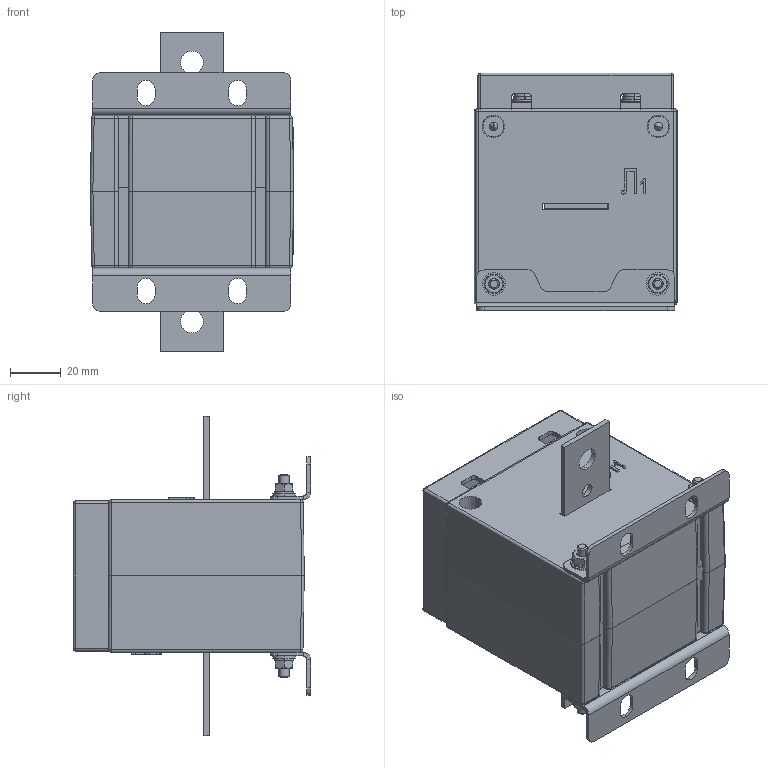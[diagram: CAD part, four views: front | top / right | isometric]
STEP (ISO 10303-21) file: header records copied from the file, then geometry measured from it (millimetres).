
FILE_DESCRIPTION (( 'STEP AP214' ), '1' );
FILE_NAME ('ﾒ-0,66-1.1ﾋ.STEP', '2023-07-26T10:39:23', ( '' ), ( '' ), 'SwSTEP 2.0', 'SolidWorks 2014', '' );
FILE_SCHEMA (( 'AUTOMOTIVE_DESIGN' ));
Length unit declared in the file: millimetre
Products named in the file (64): Øóðóï 2-4õ20.019 ÃÎÑÒ 1144-80; ﾘ琺矜 5.01.019 ﾃﾎﾑﾒ11371-78; 屡扔.301524.023 肃镟; ÂÅÈÓ.686171.024 Ïîëóêîðïóñ Ë2; ÂÅÈÓ.685412.034 Ìàãíèòîïðîâîä ñ îáìîòêîé_01; 屡扔.754312.158 亦犭梓赅; Øïèëüêà ÃÎÑÒ22042-76; ÂÅÈÓ.754312.152 Òàáëè÷êà ïðåäñòàâèòåëüíàÿ; ÂÅÈÓ.757249.004 Ïëàñòèíà êîíòàêòíàÿ; 妈眚 󊙅0.58.019 梦岩17473-80; ÂÅÈÓ.323293.013 Êðûøêà çàùèòíàÿ_-01; 屡扔.741134.005 想囗赅; Ãàéêà Ì4.5.019 ÃÎÑÒ5915-70; 屡扔.757461.018 袜觐礤黜桕; Øïèëüêà ÃÎÑÒ22042-76_Œ4å80; ﾒ-0,66-1.1ﾋ; ÂÅÈÓ.686171.023 Ïîëóêîðïóñ Ë1; ﾘ琺矜 5.65ﾃ.019 ﾃﾎﾑﾒ 6402-70; 屡扔.757461.018 袜觐礤黜桕_-02; ﾘ琺矜 4.65ﾃ.019 ﾃﾎﾑﾒ1144-80; ﾘ琺矜 4.01.019 ﾃﾎﾑﾒ11371-78; 妈眚 󊅠.58.019 梦岩17473-80; ÂÅÈÓ.323293.013 Êðûøêà çàùèòíàÿ
Assembly tree (45 placements, depth 3):
  Øóðóï 2-4õ20.019 ÃÎÑÒ 1144-80
  屡扔.301524.023 肃镟
  Øóðóï 2-4õ20.019 ÃÎÑÒ 1144-80
  ÂÅÈÓ.686171.024 Ïîëóêîðïóñ Ë2
  屡扔.301524.023 肃镟
Bounding box: 80.1 x 93.5 x 126 mm (x, y, z)
Volume: 122460.9 mm3; surface area: 119308.2 mm2
Topology: 44 solids, 44 shells, 1334 faces, 3383 edges, 2143 vertices
Faces by surface type: plane 703, cylinder 333, cone 188, torus 45, bspline 37, sphere 28
Entity records: 30193 total; most frequent: CARTESIAN_POINT 7305, ORIENTED_EDGE 4524, DIRECTION 4357, EDGE_CURVE 2262, VERTEX_POINT 1454, AXIS2_PLACEMENT_3D 1454, LINE 1449, VECTOR 1449
